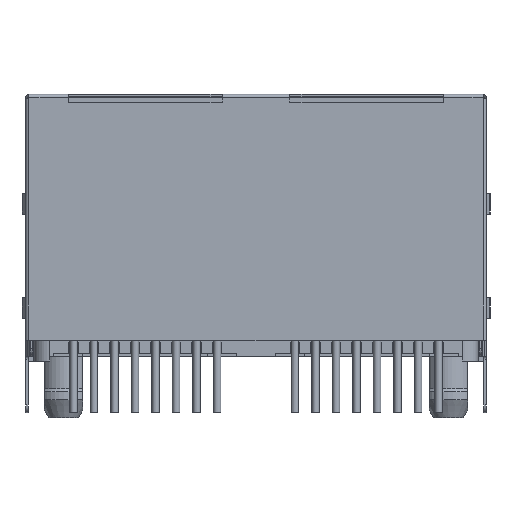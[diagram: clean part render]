
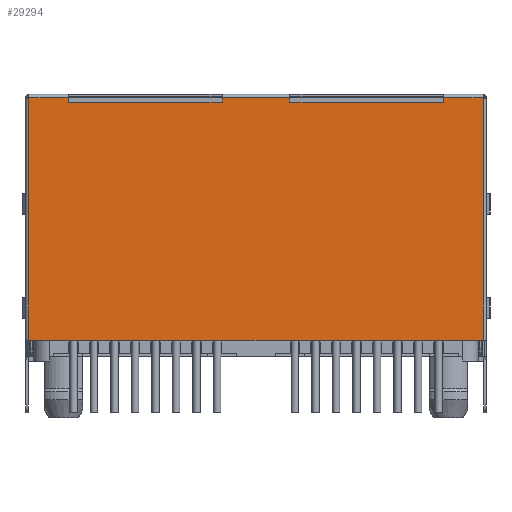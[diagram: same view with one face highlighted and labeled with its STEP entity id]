
A CAD part, front view. The second image highlights one B-rep face of the part: STEP entity #29294.
In plain terms, the highlighted planar face has unit normal (0, -1, 0).
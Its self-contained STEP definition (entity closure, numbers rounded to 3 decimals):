
#21187=DIRECTION('',(0.,0.,-1.));
#21188=VECTOR('',#21187,0.299);
#21189=CARTESIAN_POINT('',(-2.1,-7.8,16.));
#21190=LINE('',#21189,#21188);
#21191=DIRECTION('',(1.,0.,0.));
#21192=VECTOR('',#21191,4.2);
#21193=CARTESIAN_POINT('',(-2.1,-7.8,16.));
#21194=LINE('',#21193,#21192);
#21195=DIRECTION('',(0.,0.,-1.));
#21196=VECTOR('',#21195,0.299);
#21197=CARTESIAN_POINT('',(2.1,-7.8,16.));
#21198=LINE('',#21197,#21196);
#21199=DIRECTION('',(1.,0.,0.));
#21200=VECTOR('',#21199,9.5);
#21201=CARTESIAN_POINT('',(2.1,-7.8,15.701));
#21202=LINE('',#21201,#21200);
#21203=DIRECTION('',(0.,0.,-1.));
#21204=VECTOR('',#21203,0.299);
#21205=CARTESIAN_POINT('',(11.6,-7.8,16.));
#21206=LINE('',#21205,#21204);
#21207=DIRECTION('',(1.,0.,0.));
#21208=VECTOR('',#21207,2.45);
#21209=CARTESIAN_POINT('',(11.6,-7.8,16.));
#21210=LINE('',#21209,#21208);
#21211=DIRECTION('',(1.,0.,0.));
#21212=VECTOR('',#21211,28.1);
#21213=CARTESIAN_POINT('',(-14.05,-7.8,1.));
#21214=LINE('',#21213,#21212);
#21215=DIRECTION('',(0.,0.,-1.));
#21216=VECTOR('',#21215,15.);
#21217=CARTESIAN_POINT('',(-14.05,-7.8,16.));
#21218=LINE('',#21217,#21216);
#21219=DIRECTION('',(1.,0.,0.));
#21220=VECTOR('',#21219,2.45);
#21221=CARTESIAN_POINT('',(-14.05,-7.8,16.));
#21222=LINE('',#21221,#21220);
#21223=DIRECTION('',(0.,0.,-1.));
#21224=VECTOR('',#21223,0.299);
#21225=CARTESIAN_POINT('',(-11.6,-7.8,16.));
#21226=LINE('',#21225,#21224);
#21227=DIRECTION('',(-1.,0.,0.));
#21228=VECTOR('',#21227,9.5);
#21229=CARTESIAN_POINT('',(-2.1,-7.8,15.701));
#21230=LINE('',#21229,#21228);
#22083=DIRECTION('',(0.,0.,-1.));
#22084=VECTOR('',#22083,15.);
#22085=CARTESIAN_POINT('',(14.05,-7.8,16.));
#22086=LINE('',#22085,#22084);
#25338=CARTESIAN_POINT('',(14.05,-7.8,16.));
#25340=VERTEX_POINT('',#25338);
#25487=CARTESIAN_POINT('',(2.1,-7.8,16.));
#25488=CARTESIAN_POINT('',(2.1,-7.8,15.701));
#25489=VERTEX_POINT('',#25487);
#25490=VERTEX_POINT('',#25488);
#25491=CARTESIAN_POINT('',(11.6,-7.8,16.));
#25492=CARTESIAN_POINT('',(11.6,-7.8,15.701));
#25493=VERTEX_POINT('',#25491);
#25494=VERTEX_POINT('',#25492);
#25768=CARTESIAN_POINT('',(-14.05,-7.8,16.));
#25770=VERTEX_POINT('',#25768);
#26249=CARTESIAN_POINT('',(-14.05,-7.8,1.));
#26250=CARTESIAN_POINT('',(14.05,-7.8,1.));
#26251=VERTEX_POINT('',#26249);
#26252=VERTEX_POINT('',#26250);
#26289=CARTESIAN_POINT('',(-2.1,-7.8,15.701));
#26291=VERTEX_POINT('',#26289);
#26297=CARTESIAN_POINT('',(-11.6,-7.8,15.701));
#26299=VERTEX_POINT('',#26297);
#26305=CARTESIAN_POINT('',(-2.1,-7.8,16.));
#26306=VERTEX_POINT('',#26305);
#26307=CARTESIAN_POINT('',(-11.6,-7.8,16.));
#26308=VERTEX_POINT('',#26307);
#29265=CARTESIAN_POINT('',(-14.05,-7.8,16.2));
#29266=DIRECTION('',(0.,-1.,0.));
#29267=DIRECTION('',(1.,0.,0.));
#29268=AXIS2_PLACEMENT_3D('',#29265,#29266,#29267);
#29269=PLANE('',#29268);
#29270=ORIENTED_EDGE('',*,*,#26805,.F.);
#29272=ORIENTED_EDGE('',*,*,#29271,.T.);
#29274=ORIENTED_EDGE('',*,*,#29273,.T.);
#29276=ORIENTED_EDGE('',*,*,#29275,.T.);
#29278=ORIENTED_EDGE('',*,*,#29277,.F.);
#29280=ORIENTED_EDGE('',*,*,#29279,.T.);
#29282=ORIENTED_EDGE('',*,*,#29281,.T.);
#29284=ORIENTED_EDGE('',*,*,#29283,.F.);
#29286=ORIENTED_EDGE('',*,*,#29285,.F.);
#29288=ORIENTED_EDGE('',*,*,#29287,.T.);
#29290=ORIENTED_EDGE('',*,*,#29289,.T.);
#29291=ORIENTED_EDGE('',*,*,#29250,.F.);
#29292=EDGE_LOOP('',(#29270,#29272,#29274,#29276,#29278,#29280,#29282,#29284,
#29286,#29288,#29290,#29291));
#29293=FACE_OUTER_BOUND('',#29292,.F.);
#26805=EDGE_CURVE('',#26306,#26291,#21190,.T.);
#29250=EDGE_CURVE('',#26291,#26299,#21230,.T.);
#29271=EDGE_CURVE('',#26306,#25489,#21194,.T.);
#29273=EDGE_CURVE('',#25489,#25490,#21198,.T.);
#29275=EDGE_CURVE('',#25490,#25494,#21202,.T.);
#29277=EDGE_CURVE('',#25493,#25494,#21206,.T.);
#29279=EDGE_CURVE('',#25493,#25340,#21210,.T.);
#29281=EDGE_CURVE('',#25340,#26252,#22086,.T.);
#29283=EDGE_CURVE('',#26251,#26252,#21214,.T.);
#29285=EDGE_CURVE('',#25770,#26251,#21218,.T.);
#29287=EDGE_CURVE('',#25770,#26308,#21222,.T.);
#29289=EDGE_CURVE('',#26308,#26299,#21226,.T.);
#29294=ADVANCED_FACE('',(#29293),#29269,.T.);
